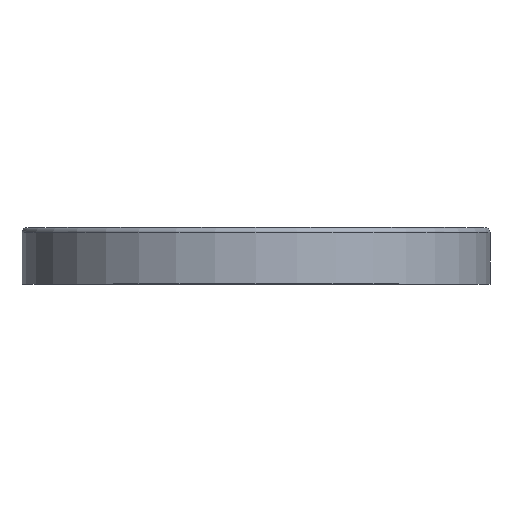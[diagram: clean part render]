
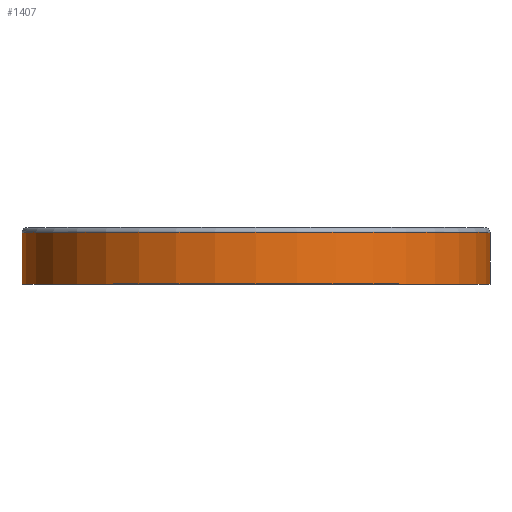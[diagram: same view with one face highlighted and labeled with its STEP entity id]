
A CAD part, top view. The second image highlights one B-rep face of the part: STEP entity #1407.
In plain terms, the highlighted cylindrical face has radius 47.5 mm (diameter 95 mm), a full revolution.
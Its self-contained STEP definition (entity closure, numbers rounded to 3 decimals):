
#1174 = TOROIDAL_SURFACE('',#1175,46.5,1.);
#1175 = AXIS2_PLACEMENT_3D('',#1176,#1177,#1178);
#1176 = CARTESIAN_POINT('',(0.,10.5,0.));
#1177 = DIRECTION('',(0.,1.,0.));
#1178 = DIRECTION('',(1.,0.,0.));
#1288 = PLANE('',#1289);
#1289 = AXIS2_PLACEMENT_3D('',#1290,#1291,#1292);
#1290 = CARTESIAN_POINT('',(0.,0.,0.));
#1291 = DIRECTION('',(0.,-1.,0.));
#1292 = DIRECTION('',(1.,0.,0.));
#1304 = VERTEX_POINT('',#1305);
#1305 = CARTESIAN_POINT('',(47.5,10.5,0.));
#1329 = EDGE_CURVE('',#1304,#1304,#1330,.T.);
#1330 = SURFACE_CURVE('',#1331,(#1336,#1365),.PCURVE_S1.);
#1331 = CIRCLE('',#1332,47.5);
#1332 = AXIS2_PLACEMENT_3D('',#1333,#1334,#1335);
#1333 = CARTESIAN_POINT('',(0.,10.5,0.));
#1334 = DIRECTION('',(0.,-1.,0.));
#1335 = DIRECTION('',(1.,0.,0.));
#1336 = PCURVE('',#1174,#1337);
#1337 = DEFINITIONAL_REPRESENTATION('',(#1338),#1364);
#1338 = B_SPLINE_CURVE_WITH_KNOTS('',3,(#1339,#1340,#1341,#1342,#1343,
    #1344,#1345,#1346,#1347,#1348,#1349,#1350,#1351,#1352,#1353,#1354,
    #1355,#1356,#1357,#1358,#1359,#1360,#1361,#1362,#1363),
  .UNSPECIFIED.,.F.,.F.,(4,1,1,1,1,1,1,1,1,1,1,1,1,1,1,1,1,1,1,1,1,1,4),
  (0.,0.286,0.571,0.857,1.142,
    1.428,1.714,1.999,2.285,
    2.57,2.856,3.142,3.427,
    3.713,3.998,4.284,4.57,
    4.855,5.141,5.426,5.712,
    5.998,6.283),.QUASI_UNIFORM_KNOTS.);
#1339 = CARTESIAN_POINT('',(6.283,0.));
#1340 = CARTESIAN_POINT('',(6.188,0.));
#1341 = CARTESIAN_POINT('',(5.998,0.));
#1342 = CARTESIAN_POINT('',(5.712,0.));
#1343 = CARTESIAN_POINT('',(5.426,0.));
#1344 = CARTESIAN_POINT('',(5.141,0.));
#1345 = CARTESIAN_POINT('',(4.855,0.));
#1346 = CARTESIAN_POINT('',(4.57,0.));
#1347 = CARTESIAN_POINT('',(4.284,0.));
#1348 = CARTESIAN_POINT('',(3.998,0.));
#1349 = CARTESIAN_POINT('',(3.713,0.));
#1350 = CARTESIAN_POINT('',(3.427,0.));
#1351 = CARTESIAN_POINT('',(3.142,0.));
#1352 = CARTESIAN_POINT('',(2.856,0.));
#1353 = CARTESIAN_POINT('',(2.57,0.));
#1354 = CARTESIAN_POINT('',(2.285,0.));
#1355 = CARTESIAN_POINT('',(1.999,0.));
#1356 = CARTESIAN_POINT('',(1.714,0.));
#1357 = CARTESIAN_POINT('',(1.428,0.));
#1358 = CARTESIAN_POINT('',(1.142,0.));
#1359 = CARTESIAN_POINT('',(0.857,0.));
#1360 = CARTESIAN_POINT('',(0.571,0.));
#1361 = CARTESIAN_POINT('',(0.286,0.));
#1362 = CARTESIAN_POINT('',(0.095,0.));
#1363 = CARTESIAN_POINT('',(0.,0.));
#1364 = ( GEOMETRIC_REPRESENTATION_CONTEXT(2) 
PARAMETRIC_REPRESENTATION_CONTEXT() REPRESENTATION_CONTEXT('2D SPACE',''
  ) );
#1365 = PCURVE('',#1366,#1371);
#1366 = CYLINDRICAL_SURFACE('',#1367,47.5);
#1367 = AXIS2_PLACEMENT_3D('',#1368,#1369,#1370);
#1368 = CARTESIAN_POINT('',(0.,10.5,0.));
#1369 = DIRECTION('',(0.,-1.,0.));
#1370 = DIRECTION('',(1.,0.,0.));
#1371 = DEFINITIONAL_REPRESENTATION('',(#1372),#1376);
#1372 = LINE('',#1373,#1374);
#1373 = CARTESIAN_POINT('',(0.,0.));
#1374 = VECTOR('',#1375,1.);
#1375 = DIRECTION('',(1.,0.));
#1376 = ( GEOMETRIC_REPRESENTATION_CONTEXT(2) 
PARAMETRIC_REPRESENTATION_CONTEXT() REPRESENTATION_CONTEXT('2D SPACE',''
  ) );
#1381 = EDGE_CURVE('',#1382,#1382,#1384,.T.);
#1382 = VERTEX_POINT('',#1383);
#1383 = CARTESIAN_POINT('',(47.5,0.,0.));
#1384 = SURFACE_CURVE('',#1385,(#1390,#1397),.PCURVE_S1.);
#1385 = CIRCLE('',#1386,47.5);
#1386 = AXIS2_PLACEMENT_3D('',#1387,#1388,#1389);
#1387 = CARTESIAN_POINT('',(0.,0.,0.));
#1388 = DIRECTION('',(0.,-1.,0.));
#1389 = DIRECTION('',(1.,0.,0.));
#1390 = PCURVE('',#1288,#1391);
#1391 = DEFINITIONAL_REPRESENTATION('',(#1392),#1396);
#1392 = CIRCLE('',#1393,47.5);
#1393 = AXIS2_PLACEMENT_2D('',#1394,#1395);
#1394 = CARTESIAN_POINT('',(0.,0.));
#1395 = DIRECTION('',(1.,0.));
#1396 = ( GEOMETRIC_REPRESENTATION_CONTEXT(2) 
PARAMETRIC_REPRESENTATION_CONTEXT() REPRESENTATION_CONTEXT('2D SPACE',''
  ) );
#1397 = PCURVE('',#1366,#1398);
#1398 = DEFINITIONAL_REPRESENTATION('',(#1399),#1403);
#1399 = LINE('',#1400,#1401);
#1400 = CARTESIAN_POINT('',(0.,10.5));
#1401 = VECTOR('',#1402,1.);
#1402 = DIRECTION('',(1.,0.));
#1403 = ( GEOMETRIC_REPRESENTATION_CONTEXT(2) 
PARAMETRIC_REPRESENTATION_CONTEXT() REPRESENTATION_CONTEXT('2D SPACE',''
  ) );
#1407 = ADVANCED_FACE('',(#1408),#1366,.T.);
#1408 = FACE_BOUND('',#1409,.T.);
#1409 = EDGE_LOOP('',(#1410,#1411,#1432,#1433));
#1410 = ORIENTED_EDGE('',*,*,#1329,.T.);
#1411 = ORIENTED_EDGE('',*,*,#1412,.T.);
#1412 = EDGE_CURVE('',#1304,#1382,#1413,.T.);
#1413 = SEAM_CURVE('',#1414,(#1418,#1425),.PCURVE_S1.);
#1414 = LINE('',#1415,#1416);
#1415 = CARTESIAN_POINT('',(47.5,10.5,0.));
#1416 = VECTOR('',#1417,1.);
#1417 = DIRECTION('',(0.,-1.,0.));
#1418 = PCURVE('',#1366,#1419);
#1419 = DEFINITIONAL_REPRESENTATION('',(#1420),#1424);
#1420 = LINE('',#1421,#1422);
#1421 = CARTESIAN_POINT('',(6.283,0.));
#1422 = VECTOR('',#1423,1.);
#1423 = DIRECTION('',(0.,1.));
#1424 = ( GEOMETRIC_REPRESENTATION_CONTEXT(2) 
PARAMETRIC_REPRESENTATION_CONTEXT() REPRESENTATION_CONTEXT('2D SPACE',''
  ) );
#1425 = PCURVE('',#1366,#1426);
#1426 = DEFINITIONAL_REPRESENTATION('',(#1427),#1431);
#1427 = LINE('',#1428,#1429);
#1428 = CARTESIAN_POINT('',(0.,0.));
#1429 = VECTOR('',#1430,1.);
#1430 = DIRECTION('',(0.,1.));
#1431 = ( GEOMETRIC_REPRESENTATION_CONTEXT(2) 
PARAMETRIC_REPRESENTATION_CONTEXT() REPRESENTATION_CONTEXT('2D SPACE',''
  ) );
#1432 = ORIENTED_EDGE('',*,*,#1381,.F.);
#1433 = ORIENTED_EDGE('',*,*,#1412,.F.);
